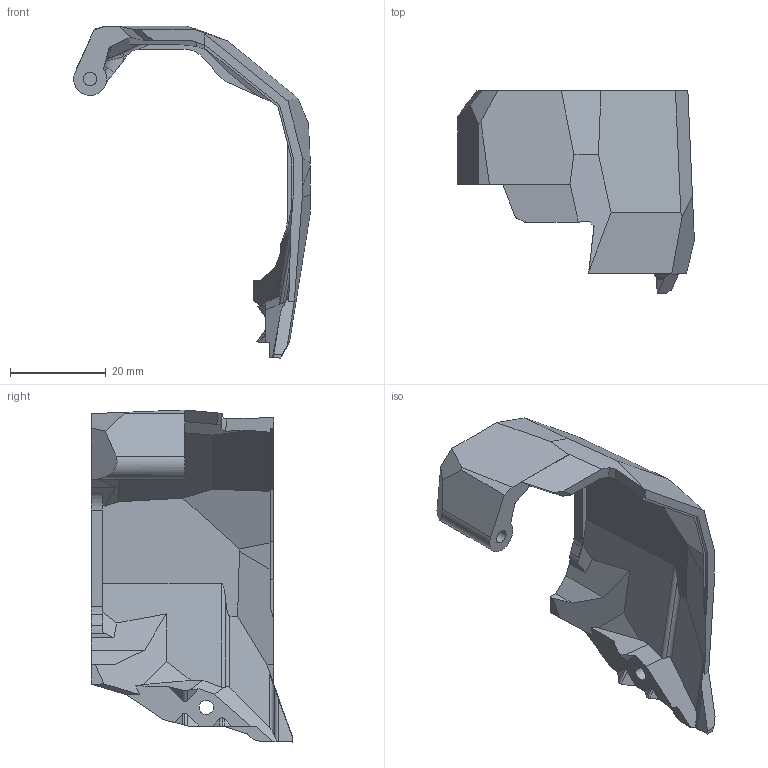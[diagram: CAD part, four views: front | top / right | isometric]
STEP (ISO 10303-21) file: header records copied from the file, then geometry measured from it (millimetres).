
FILE_DESCRIPTION (( 'STEP AP214' ), '1' );
FILE_NAME ('cable_cover_for_pcb.STEP', '2023-06-26T01:44:08', ( 'Windows User' ), ( 'P R C' ), 'SwSTEP 2.0', 'SolidWorks 2022', '' );
FILE_SCHEMA (( 'AUTOMOTIVE_DESIGN' ));
Length unit declared in the file: millimetre
Products named in the file (1): cable_cover_for_pcb
Bounding box: 49.47 x 42.2 x 69.38 mm (x, y, z)
Volume: 9764 mm3; surface area: 8254.7 mm2
Topology: 1 solids, 2 shells, 127 faces, 366 edges, 244 vertices
Faces by surface type: plane 99, cylinder 26, bspline 2
Entity records: 5892 total; most frequent: CARTESIAN_POINT 1260, ORIENTED_EDGE 732, DIRECTION 600, EDGE_CURVE 366, VECTOR 302, LINE 302, VERTEX_POINT 244, AXIS2_PLACEMENT_3D 149
